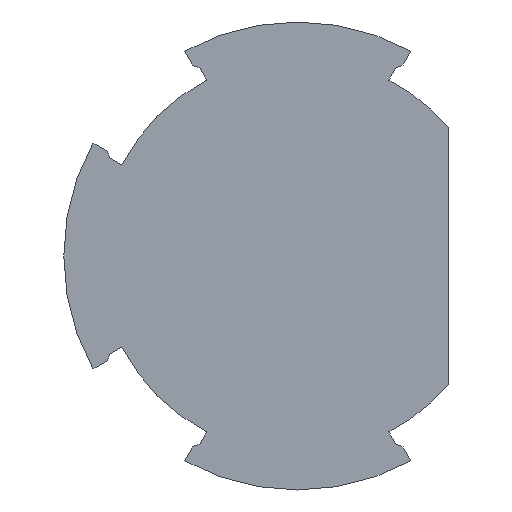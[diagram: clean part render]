
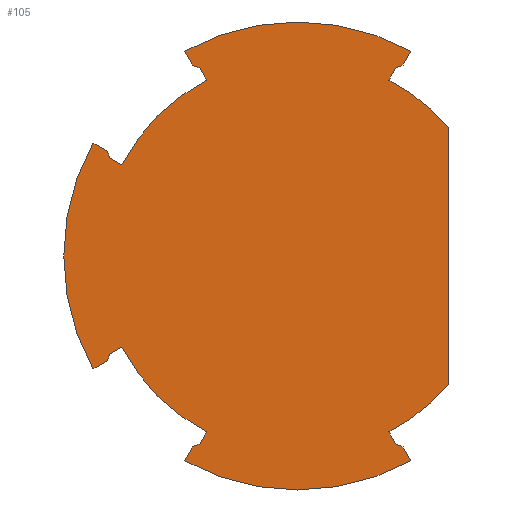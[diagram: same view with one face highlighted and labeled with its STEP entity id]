
A CAD part, left-side view. The second image highlights one B-rep face of the part: STEP entity #105.
In plain terms, the highlighted planar face has unit normal (-1, 0, 0).
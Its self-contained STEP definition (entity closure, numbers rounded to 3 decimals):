
#105=ADVANCED_FACE('',(#205),#206,.F.);
#205=FACE_OUTER_BOUND('',#297,.T.);
#206=PLANE('',#298);
#297=EDGE_LOOP('',(#513,#514,#515,#516,#517,#518,#519,#520,#521,#522,#523,#524,#525,#526,#527,#528,#529,#530,#531,#532,#533,#534,#535,#536,#537,#538));
#298=AXIS2_PLACEMENT_3D('',#539,#540,#541);
#513=ORIENTED_EDGE('',*,*,#676,.F.);
#514=ORIENTED_EDGE('',*,*,#576,.F.);
#515=ORIENTED_EDGE('',*,*,#581,.F.);
#516=ORIENTED_EDGE('',*,*,#585,.F.);
#517=ORIENTED_EDGE('',*,*,#589,.F.);
#518=ORIENTED_EDGE('',*,*,#593,.F.);
#519=ORIENTED_EDGE('',*,*,#597,.F.);
#520=ORIENTED_EDGE('',*,*,#601,.F.);
#521=ORIENTED_EDGE('',*,*,#605,.F.);
#522=ORIENTED_EDGE('',*,*,#609,.F.);
#523=ORIENTED_EDGE('',*,*,#613,.F.);
#524=ORIENTED_EDGE('',*,*,#617,.F.);
#525=ORIENTED_EDGE('',*,*,#621,.F.);
#526=ORIENTED_EDGE('',*,*,#625,.F.);
#527=ORIENTED_EDGE('',*,*,#629,.F.);
#528=ORIENTED_EDGE('',*,*,#633,.F.);
#529=ORIENTED_EDGE('',*,*,#637,.F.);
#530=ORIENTED_EDGE('',*,*,#641,.F.);
#531=ORIENTED_EDGE('',*,*,#645,.F.);
#532=ORIENTED_EDGE('',*,*,#649,.F.);
#533=ORIENTED_EDGE('',*,*,#653,.F.);
#534=ORIENTED_EDGE('',*,*,#657,.F.);
#535=ORIENTED_EDGE('',*,*,#661,.F.);
#536=ORIENTED_EDGE('',*,*,#665,.F.);
#537=ORIENTED_EDGE('',*,*,#669,.F.);
#538=ORIENTED_EDGE('',*,*,#673,.F.);
#539=CARTESIAN_POINT('',(0.0,1.616,0.));
#540=DIRECTION('',(1.0,0.0,-0.0));
#541=DIRECTION('',(0.0,0.0,1.0));
#576=EDGE_CURVE('',#684,#686,#687,.T.);
#581=EDGE_CURVE('',#692,#684,#694,.T.);
#585=EDGE_CURVE('',#698,#692,#700,.T.);
#589=EDGE_CURVE('',#704,#698,#706,.T.);
#593=EDGE_CURVE('',#710,#704,#712,.T.);
#597=EDGE_CURVE('',#716,#710,#718,.T.);
#601=EDGE_CURVE('',#722,#716,#724,.T.);
#605=EDGE_CURVE('',#728,#722,#730,.T.);
#609=EDGE_CURVE('',#734,#728,#736,.T.);
#613=EDGE_CURVE('',#740,#734,#742,.T.);
#617=EDGE_CURVE('',#746,#740,#748,.T.);
#621=EDGE_CURVE('',#752,#746,#754,.T.);
#625=EDGE_CURVE('',#758,#752,#760,.T.);
#629=EDGE_CURVE('',#764,#758,#766,.T.);
#633=EDGE_CURVE('',#770,#764,#772,.T.);
#637=EDGE_CURVE('',#776,#770,#778,.T.);
#641=EDGE_CURVE('',#782,#776,#784,.T.);
#645=EDGE_CURVE('',#788,#782,#790,.T.);
#649=EDGE_CURVE('',#794,#788,#796,.T.);
#653=EDGE_CURVE('',#800,#794,#802,.T.);
#657=EDGE_CURVE('',#806,#800,#808,.T.);
#661=EDGE_CURVE('',#812,#806,#814,.T.);
#665=EDGE_CURVE('',#818,#812,#820,.T.);
#669=EDGE_CURVE('',#824,#818,#826,.T.);
#673=EDGE_CURVE('',#830,#824,#832,.T.);
#676=EDGE_CURVE('',#686,#830,#835,.T.);
#684=VERTEX_POINT('',#844);
#686=VERTEX_POINT('',#847);
#687=LINE('',#848,#849);
#692=VERTEX_POINT('',#856);
#694=LINE('',#859,#860);
#698=VERTEX_POINT('',#865);
#700=LINE('',#868,#869);
#704=VERTEX_POINT('',#873);
#706=CIRCLE('',#876,11.85);
#710=VERTEX_POINT('',#881);
#712=LINE('',#884,#885);
#716=VERTEX_POINT('',#889);
#718=CIRCLE('',#892,11.85);
#722=VERTEX_POINT('',#897);
#724=LINE('',#900,#901);
#728=VERTEX_POINT('',#906);
#730=LINE('',#909,#910);
#734=VERTEX_POINT('',#915);
#736=LINE('',#918,#919);
#740=VERTEX_POINT('',#923);
#742=CIRCLE('',#926,14.);
#746=VERTEX_POINT('',#931);
#748=LINE('',#934,#935);
#752=VERTEX_POINT('',#940);
#754=LINE('',#943,#944);
#758=VERTEX_POINT('',#949);
#760=LINE('',#952,#953);
#764=VERTEX_POINT('',#957);
#766=CIRCLE('',#960,11.85);
#770=VERTEX_POINT('',#965);
#772=LINE('',#968,#969);
#776=VERTEX_POINT('',#974);
#778=LINE('',#977,#978);
#782=VERTEX_POINT('',#983);
#784=LINE('',#986,#987);
#788=VERTEX_POINT('',#991);
#790=CIRCLE('',#994,14.);
#794=VERTEX_POINT('',#999);
#796=LINE('',#1002,#1003);
#800=VERTEX_POINT('',#1008);
#802=LINE('',#1011,#1012);
#806=VERTEX_POINT('',#1017);
#808=LINE('',#1020,#1021);
#812=VERTEX_POINT('',#1025);
#814=CIRCLE('',#1028,11.85);
#818=VERTEX_POINT('',#1033);
#820=LINE('',#1036,#1037);
#824=VERTEX_POINT('',#1042);
#826=LINE('',#1045,#1046);
#830=VERTEX_POINT('',#1051);
#832=LINE('',#1054,#1055);
#835=CIRCLE('',#1058,14.);
#844=CARTESIAN_POINT('',(0.0,-6.3,-11.426));
#847=CARTESIAN_POINT('',(0.0,-6.76,-12.26));
#848=CARTESIAN_POINT('',(0.0,-6.3,-11.426));
#849=VECTOR('',#1064,1.0);
#856=CARTESIAN_POINT('',(0.0,-5.841,-11.222));
#859=CARTESIAN_POINT('',(0.0,-5.841,-11.222));
#860=VECTOR('',#1068,1.0);
#865=CARTESIAN_POINT('',(0.0,-5.454,-10.52));
#868=CARTESIAN_POINT('',(0.0,-5.454,-10.52));
#869=VECTOR('',#1071,1.0);
#873=CARTESIAN_POINT('',(0.0,-9.,-7.709));
#876=AXIS2_PLACEMENT_3D('',#1076,#1077,#1078);
#881=CARTESIAN_POINT('',(0.0,-9.,7.709));
#884=CARTESIAN_POINT('',(0.0,-9.,7.709));
#885=VECTOR('',#1081,1.0);
#889=CARTESIAN_POINT('',(0.0,-5.454,10.52));
#892=AXIS2_PLACEMENT_3D('',#1086,#1087,#1088);
#897=CARTESIAN_POINT('',(0.0,-5.841,11.222));
#900=CARTESIAN_POINT('',(0.0,-5.841,11.222));
#901=VECTOR('',#1091,1.0);
#906=CARTESIAN_POINT('',(0.0,-6.3,11.426));
#909=CARTESIAN_POINT('',(0.0,-6.3,11.426));
#910=VECTOR('',#1094,1.0);
#915=CARTESIAN_POINT('',(0.0,-6.76,12.26));
#918=CARTESIAN_POINT('',(0.0,-6.76,12.26));
#919=VECTOR('',#1097,1.0);
#923=CARTESIAN_POINT('',(0.0,6.76,12.26));
#926=AXIS2_PLACEMENT_3D('',#1102,#1103,#1104);
#931=CARTESIAN_POINT('',(0.0,6.3,11.426));
#934=CARTESIAN_POINT('',(0.0,6.3,11.426));
#935=VECTOR('',#1107,1.0);
#940=CARTESIAN_POINT('',(0.0,5.841,11.222));
#943=CARTESIAN_POINT('',(0.0,5.841,11.222));
#944=VECTOR('',#1110,1.0);
#949=CARTESIAN_POINT('',(0.0,5.454,10.52));
#952=CARTESIAN_POINT('',(0.0,5.454,10.52));
#953=VECTOR('',#1113,1.0);
#957=CARTESIAN_POINT('',(0.0,10.52,5.454));
#960=AXIS2_PLACEMENT_3D('',#1118,#1119,#1120);
#965=CARTESIAN_POINT('',(0.0,11.222,5.841));
#968=CARTESIAN_POINT('',(0.0,11.222,5.841));
#969=VECTOR('',#1123,1.0);
#974=CARTESIAN_POINT('',(0.0,11.426,6.3));
#977=CARTESIAN_POINT('',(0.0,11.426,6.3));
#978=VECTOR('',#1126,1.0);
#983=CARTESIAN_POINT('',(0.0,12.26,6.76));
#986=CARTESIAN_POINT('',(0.0,12.26,6.76));
#987=VECTOR('',#1129,1.0);
#991=CARTESIAN_POINT('',(0.0,12.26,-6.76));
#994=AXIS2_PLACEMENT_3D('',#1134,#1135,#1136);
#999=CARTESIAN_POINT('',(0.0,11.426,-6.3));
#1002=CARTESIAN_POINT('',(0.0,11.426,-6.3));
#1003=VECTOR('',#1139,1.0);
#1008=CARTESIAN_POINT('',(0.0,11.222,-5.841));
#1011=CARTESIAN_POINT('',(0.0,11.222,-5.841));
#1012=VECTOR('',#1142,1.0);
#1017=CARTESIAN_POINT('',(0.0,10.52,-5.454));
#1020=CARTESIAN_POINT('',(0.0,10.52,-5.454));
#1021=VECTOR('',#1145,1.0);
#1025=CARTESIAN_POINT('',(0.0,5.454,-10.52));
#1028=AXIS2_PLACEMENT_3D('',#1150,#1151,#1152);
#1033=CARTESIAN_POINT('',(0.0,5.841,-11.222));
#1036=CARTESIAN_POINT('',(0.0,5.841,-11.222));
#1037=VECTOR('',#1155,1.0);
#1042=CARTESIAN_POINT('',(0.0,6.3,-11.426));
#1045=CARTESIAN_POINT('',(0.0,6.3,-11.426));
#1046=VECTOR('',#1158,1.0);
#1051=CARTESIAN_POINT('',(0.0,6.76,-12.26));
#1054=CARTESIAN_POINT('',(0.0,6.76,-12.26));
#1055=VECTOR('',#1161,1.0);
#1058=AXIS2_PLACEMENT_3D('',#1165,#1166,#1167);
#1064=DIRECTION('',(0.0,-0.483,-0.876));
#1068=DIRECTION('',(0.0,-0.914,-0.406));
#1071=DIRECTION('',(0.0,-0.483,-0.876));
#1076=CARTESIAN_POINT('',(0.0,0.,0.));
#1077=DIRECTION('',(1.0,0.0,0.0));
#1078=DIRECTION('',(0.0,-0.759,-0.651));
#1081=DIRECTION('',(0.0,0.0,-1.0));
#1086=CARTESIAN_POINT('',(0.0,0.,0.));
#1087=DIRECTION('',(1.0,0.0,0.0));
#1088=DIRECTION('',(0.0,-0.46,0.888));
#1091=DIRECTION('',(0.0,0.483,-0.876));
#1094=DIRECTION('',(0.0,0.914,-0.406));
#1097=DIRECTION('',(0.0,0.483,-0.876));
#1102=CARTESIAN_POINT('',(0.0,0.,0.));
#1103=DIRECTION('',(1.0,0.0,-0.0));
#1104=DIRECTION('',(0.0,0.483,0.876));
#1107=DIRECTION('',(0.0,0.483,0.876));
#1110=DIRECTION('',(0.0,0.914,0.406));
#1113=DIRECTION('',(0.0,0.483,0.876));
#1118=CARTESIAN_POINT('',(0.0,0.,0.));
#1119=DIRECTION('',(1.0,0.0,-0.0));
#1120=DIRECTION('',(0.0,0.888,0.46));
#1123=DIRECTION('',(0.0,-0.876,-0.483));
#1126=DIRECTION('',(0.0,-0.406,-0.914));
#1129=DIRECTION('',(0.0,-0.876,-0.483));
#1134=CARTESIAN_POINT('',(0.0,0.,0.));
#1135=DIRECTION('',(1.0,0.0,0.0));
#1136=DIRECTION('',(0.0,0.876,-0.483));
#1139=DIRECTION('',(0.0,0.876,-0.483));
#1142=DIRECTION('',(0.0,0.406,-0.914));
#1145=DIRECTION('',(0.0,0.876,-0.483));
#1150=CARTESIAN_POINT('',(0.0,0.,0.));
#1151=DIRECTION('',(1.0,0.0,0.0));
#1152=DIRECTION('',(0.0,0.46,-0.888));
#1155=DIRECTION('',(0.0,-0.483,0.876));
#1158=DIRECTION('',(0.0,-0.914,0.406));
#1161=DIRECTION('',(0.0,-0.483,0.876));
#1165=CARTESIAN_POINT('',(0.0,0.,0.));
#1166=DIRECTION('',(1.0,0.0,0.0));
#1167=DIRECTION('',(0.0,-0.483,-0.876));
